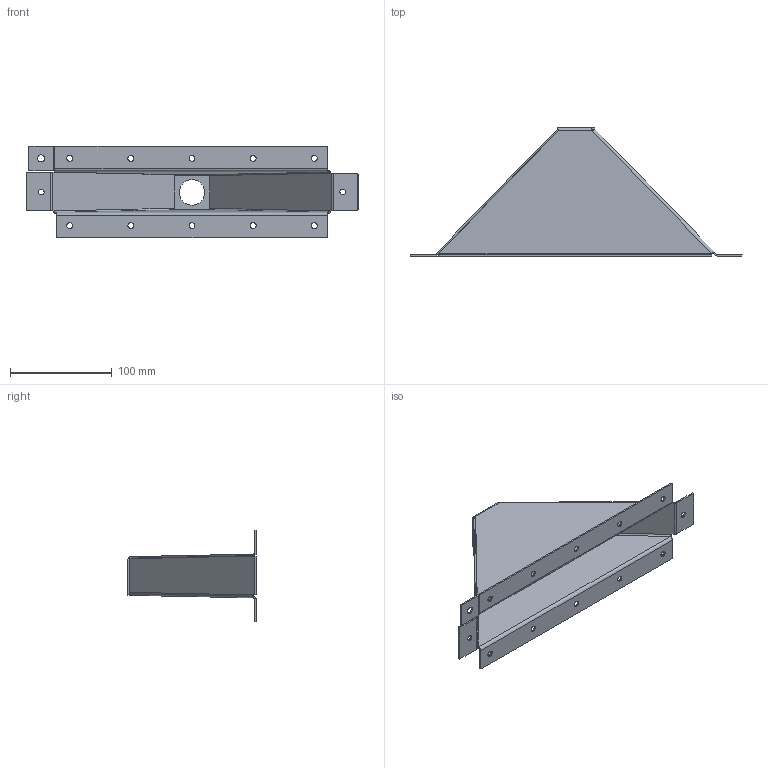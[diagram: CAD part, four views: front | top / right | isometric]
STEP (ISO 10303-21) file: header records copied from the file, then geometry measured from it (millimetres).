
FILE_DESCRIPTION (( 'STEP AP214' ), '1' );
FILE_NAME ('Overflow_Valve.STEP', '2024-10-09T10:45:40', ( '' ), ( '' ), 'SwSTEP 2.0', 'SolidWorks 2024', '' );
FILE_SCHEMA (( 'AUTOMOTIVE_DESIGN' ));
Length unit declared in the file: millimetre
Products named in the file (1): Overflow_Valve
Bounding box: 325.68 x 125.91 x 90.12 mm (x, y, z)
Volume: 99346.5 mm3; surface area: 135172 mm2
Topology: 2 solids, 2 shells, 126 faces, 302 edges, 180 vertices
Faces by surface type: plane 59, cylinder 54, bspline 13
Entity records: 3972 total; most frequent: CARTESIAN_POINT 1236, ORIENTED_EDGE 604, DIRECTION 496, EDGE_CURVE 302, VERTEX_POINT 180, LINE 176, VECTOR 176, AXIS2_PLACEMENT_3D 160
